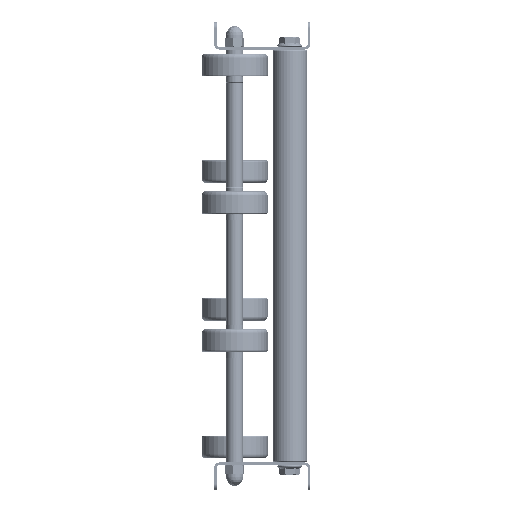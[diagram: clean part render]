
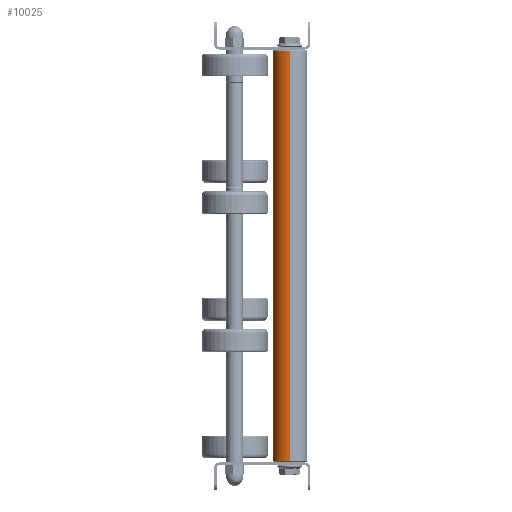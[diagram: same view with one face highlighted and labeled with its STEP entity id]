
A CAD part, left-side view. The second image highlights one B-rep face of the part: STEP entity #10025.
In plain terms, the highlighted cylindrical face has radius 12.5 mm (diameter 25 mm), a partial arc.
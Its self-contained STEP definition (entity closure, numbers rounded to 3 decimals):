
#740 = ORIENTED_EDGE ( 'NONE', *, *, #10741, .T. ) ;
#1938 = CARTESIAN_POINT ( 'NONE',  ( 1., 0., 12.5 ) ) ;
#2098 = AXIS2_PLACEMENT_3D ( 'NONE', #22541, #22415, #4460 ) ;
#2198 = LINE ( 'NONE', #18507, #13005 ) ;
#3185 = CARTESIAN_POINT ( 'NONE',  ( 299., 0., 12.5 ) ) ;
#4267 = ORIENTED_EDGE ( 'NONE', *, *, #7948, .T. ) ;
#4294 = VECTOR ( 'NONE', #12717, 1000. ) ;
#4460 = DIRECTION ( 'NONE',  ( 0., 0., -1. ) ) ;
#4670 = CARTESIAN_POINT ( 'NONE',  ( 300., 0., 12.5 ) ) ;
#5934 = EDGE_LOOP ( 'NONE', ( #10197, #740, #4267, #7844 ) ) ;
#6911 = LINE ( 'NONE', #4670, #4294 ) ;
#7844 = ORIENTED_EDGE ( 'NONE', *, *, #8955, .F. ) ;
#7948 = EDGE_CURVE ( 'NONE', #22818, #13198, #19351, .T. ) ;
#8204 = DIRECTION ( 'NONE',  ( 0., 0., -1. ) ) ;
#8955 = EDGE_CURVE ( 'NONE', #15519, #13198, #6911, .T. ) ;
#10025 = ADVANCED_FACE ( 'NONE', ( #12595 ), #24746, .T. ) ;
#10197 = ORIENTED_EDGE ( 'NONE', *, *, #22703, .T. ) ;
#10741 = EDGE_CURVE ( 'NONE', #17599, #22818, #2198, .T. ) ;
#11016 = CARTESIAN_POINT ( 'NONE',  ( 300., 0., 0. ) ) ;
#11349 = AXIS2_PLACEMENT_3D ( 'NONE', #16480, #20203, #8204 ) ;
#12595 = FACE_OUTER_BOUND ( 'NONE', #5934, .T. ) ;
#12717 = DIRECTION ( 'NONE',  ( -1., 0., 0. ) ) ;
#12851 = DIRECTION ( 'NONE',  ( -1., 0., 0. ) ) ;
#13005 = VECTOR ( 'NONE', #22753, 1000. ) ;
#13198 = VERTEX_POINT ( 'NONE', #1938 ) ;
#13556 = CARTESIAN_POINT ( 'NONE',  ( 1., 0., -12.5 ) ) ;
#15519 = VERTEX_POINT ( 'NONE', #3185 ) ;
#16480 = CARTESIAN_POINT ( 'NONE',  ( 1., 0., 0. ) ) ;
#17599 = VERTEX_POINT ( 'NONE', #23415 ) ;
#18507 = CARTESIAN_POINT ( 'NONE',  ( 300., 0., -12.5 ) ) ;
#19351 = CIRCLE ( 'NONE', #11349, 12.5 ) ;
#19763 = CIRCLE ( 'NONE', #2098, 12.5 ) ;
#20203 = DIRECTION ( 'NONE',  ( 1., 0., 0. ) ) ;
#21800 = AXIS2_PLACEMENT_3D ( 'NONE', #11016, #12851, #22762 ) ;
#22415 = DIRECTION ( 'NONE',  ( -1., 0., 0. ) ) ;
#22541 = CARTESIAN_POINT ( 'NONE',  ( 299., 0., 0. ) ) ;
#22703 = EDGE_CURVE ( 'NONE', #15519, #17599, #19763, .T. ) ;
#22753 = DIRECTION ( 'NONE',  ( -1., 0., 0. ) ) ;
#22762 = DIRECTION ( 'NONE',  ( 0., 0., 1. ) ) ;
#22818 = VERTEX_POINT ( 'NONE', #13556 ) ;
#23415 = CARTESIAN_POINT ( 'NONE',  ( 299., 0., -12.5 ) ) ;
#24746 = CYLINDRICAL_SURFACE ( 'NONE', #21800, 12.5 ) ;
